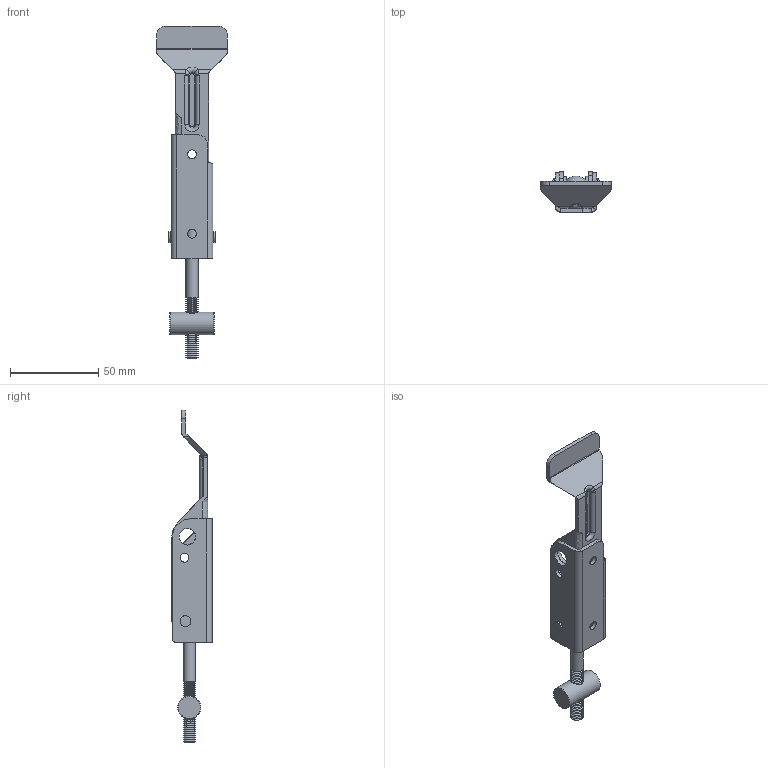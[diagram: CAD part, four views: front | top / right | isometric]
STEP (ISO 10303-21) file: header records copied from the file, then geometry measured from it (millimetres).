
FILE_DESCRIPTION(/* description */ ('STEP AP203'),/* implementation_level */ '2;1');
FILE_NAME(/* name */ 'HLD188-P.stp',/* time_stamp */ '2019-10-08T14:35:51+01:00',/* author */ ('RWilson'),/* organization */ ('Haughton Design Ltd'),/* preprocessor_version */ 'ST-DEVELOPER v16.13',/* originating_system */ 'Autodesk Inventor 2018',/* authorisation */ '');
FILE_SCHEMA (('AUTOMOTIVE_DESIGN { 1 0 10303 214 3 1 1 }'));
Length unit declared in the file: millimetre
Products named in the file (7): 47-2650_STEP; 2650-3; 2650-1; 2650B; 2650-2; 2650-5; 2650A
Assembly tree (7 placements, depth 2):
  47-2650_STEP
    2650-3
    2650-1
    2650-5  x2
    2650B
    2650-2
    2650A
Bounding box: 40 x 22.9 x 188.4 mm (x, y, z)
Volume: 26255.7 mm3; surface area: 23856.9 mm2
Topology: 7 solids, 7 shells, 231 faces, 589 edges, 378 vertices
Faces by surface type: cylinder 71, plane 70, cone 63, bspline 15, torus 11, sphere 1
Full cylindrical faces by diameter (mm): 5 x6, 5.1 x2, 6 x4, 6.15 x2, 6.8 x1, 7 x4, 8 x1, 9.5 x2, 10.5 x2, 11 x1, 13 x1
Entity records: 12412 total; most frequent: CARTESIAN_POINT 7342, DIRECTION 1065, ORIENTED_EDGE 846, AXIS2_PLACEMENT_3D 449, EDGE_CURVE 423, EDGE_LOOP 355, VERTEX_POINT 308, FACE_OUTER_BOUND 224
